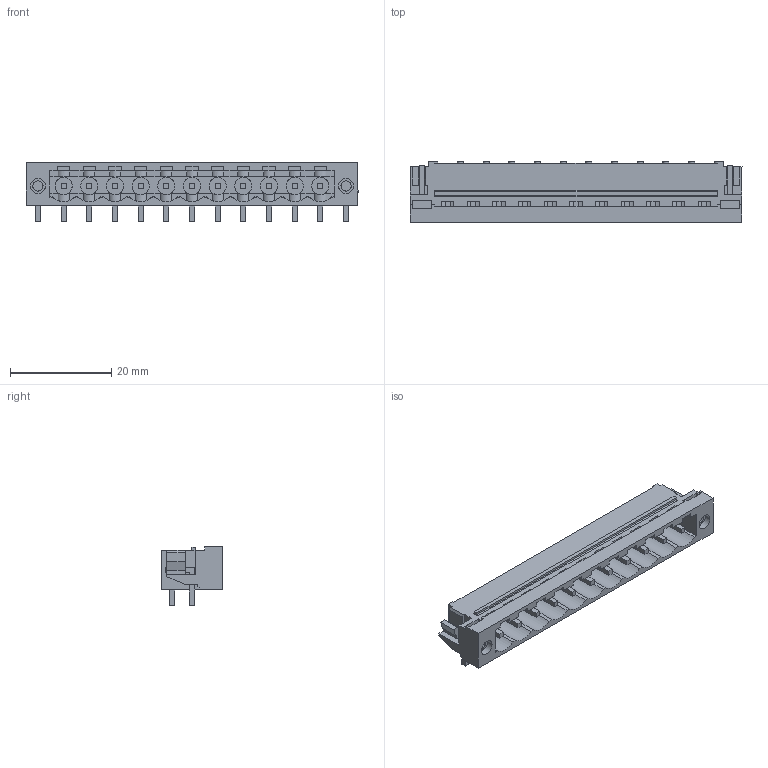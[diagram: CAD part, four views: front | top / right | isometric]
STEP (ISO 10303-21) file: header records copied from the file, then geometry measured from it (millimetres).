
FILE_DESCRIPTION(('CATIA V5R22 STEP214','CAx-IF Rec.Pracs.--- Model Styling and Organization---1.4--- 2014-01-23'),'2;1');
FILE_NAME ('D1456968_1_1837720000_1837720000.stp','2023-05-11T06:54:58+00:00',('none'),('Weidmueller'),'CATIA Version 5-6 Release 2016 SP3 HF44','CATIA V5 STEP AP214','none');
FILE_SCHEMA(('AUTOMOTIVE_DESIGN { 1 0 10303 214 1 1 1 1 }'));
Length unit declared in the file: millimetre
Products named in the file (1): 1837720000
Bounding box: 65.68 x 12 x 11.63 mm (x, y, z)
Volume: 2602.8 mm3; surface area: 5800.8 mm2
Topology: 14 solids, 14 shells, 735 faces, 2228 edges, 1470 vertices
Faces by surface type: plane 597, cylinder 114, extrusion 24
Entity records: 23700 total; most frequent: CARTESIAN_POINT 5486, ORIENTED_EDGE 4456, DIRECTION 2713, EDGE_CURVE 2228, VECTOR 1707, LINE 1683, VERTEX_POINT 1470, EDGE_LOOP 780
